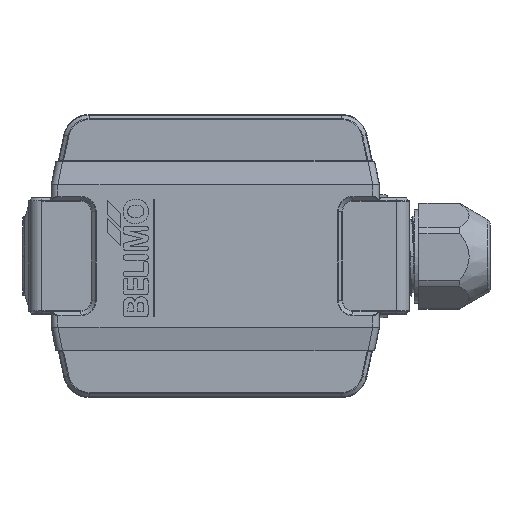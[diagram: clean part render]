
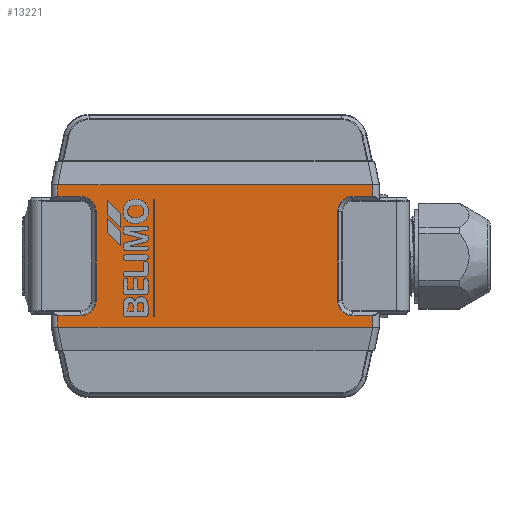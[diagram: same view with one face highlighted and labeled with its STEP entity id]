
A CAD part, top view. The second image highlights one B-rep face of the part: STEP entity #13221.
In plain terms, the highlighted planar face has unit normal (0, 0, 1).
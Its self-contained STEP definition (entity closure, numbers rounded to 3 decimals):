
#10760=CIRCLE('',#47886,3.583);
#10761=CIRCLE('',#47887,3.583);
#10762=CIRCLE('',#47888,3.583);
#10763=CIRCLE('',#47889,3.583);
#13221=ADVANCED_FACE('',(#16261),#15888,.T.);
#15888=PLANE('',#47890);
#16261=FACE_OUTER_BOUND('',#18887,.T.);
#18887=EDGE_LOOP('',(#24869,#24870,#24871,#24872,#24873,#24874,#24875,#24876,
#24877,#24878,#24879,#24880,#24881,#24882,#24883,#24884));
#21677=LINE('',#63367,#23189);
#21678=LINE('',#63369,#23190);
#21679=LINE('',#63371,#23191);
#21680=LINE('',#63373,#23192);
#21681=LINE('',#63375,#23193);
#21682=LINE('',#63379,#23194);
#21683=LINE('',#63383,#23195);
#21684=LINE('',#63385,#23196);
#21685=LINE('',#63387,#23197);
#21686=LINE('',#63389,#23198);
#21687=LINE('',#63391,#23199);
#21688=LINE('',#63395,#23200);
#23189=VECTOR('',#52584,1.);
#23190=VECTOR('',#52585,1.);
#23191=VECTOR('',#52586,1.);
#23192=VECTOR('',#52587,1.);
#23193=VECTOR('',#52588,1.);
#23194=VECTOR('',#52591,1.);
#23195=VECTOR('',#52594,1.);
#23196=VECTOR('',#52595,1.);
#23197=VECTOR('',#52596,1.);
#23198=VECTOR('',#52597,1.);
#23199=VECTOR('',#52598,1.);
#23200=VECTOR('',#52601,1.);
#24869=ORIENTED_EDGE('',*,*,#40655,.T.);
#24870=ORIENTED_EDGE('',*,*,#40656,.T.);
#24871=ORIENTED_EDGE('',*,*,#40657,.T.);
#24872=ORIENTED_EDGE('',*,*,#40658,.F.);
#24873=ORIENTED_EDGE('',*,*,#40659,.T.);
#24874=ORIENTED_EDGE('',*,*,#40660,.T.);
#24875=ORIENTED_EDGE('',*,*,#40661,.T.);
#24876=ORIENTED_EDGE('',*,*,#40662,.T.);
#24877=ORIENTED_EDGE('',*,*,#40663,.T.);
#24878=ORIENTED_EDGE('',*,*,#40664,.T.);
#24879=ORIENTED_EDGE('',*,*,#40665,.F.);
#24880=ORIENTED_EDGE('',*,*,#40666,.T.);
#24881=ORIENTED_EDGE('',*,*,#40667,.F.);
#24882=ORIENTED_EDGE('',*,*,#40668,.T.);
#24883=ORIENTED_EDGE('',*,*,#40669,.T.);
#24884=ORIENTED_EDGE('',*,*,#40670,.T.);
#37076=VERTEX_POINT('',#63365);
#37077=VERTEX_POINT('',#63366);
#37078=VERTEX_POINT('',#63368);
#37079=VERTEX_POINT('',#63370);
#37080=VERTEX_POINT('',#63372);
#37081=VERTEX_POINT('',#63374);
#37082=VERTEX_POINT('',#63376);
#37083=VERTEX_POINT('',#63378);
#37084=VERTEX_POINT('',#63380);
#37085=VERTEX_POINT('',#63382);
#37086=VERTEX_POINT('',#63384);
#37087=VERTEX_POINT('',#63386);
#37088=VERTEX_POINT('',#63388);
#37089=VERTEX_POINT('',#63390);
#37090=VERTEX_POINT('',#63392);
#37091=VERTEX_POINT('',#63394);
#40655=EDGE_CURVE('',#37076,#37077,#10760,.T.);
#40656=EDGE_CURVE('',#37077,#37078,#21677,.T.);
#40657=EDGE_CURVE('',#37078,#37079,#21678,.T.);
#40658=EDGE_CURVE('',#37080,#37079,#21679,.T.);
#40659=EDGE_CURVE('',#37080,#37081,#21680,.T.);
#40660=EDGE_CURVE('',#37081,#37082,#21681,.T.);
#40661=EDGE_CURVE('',#37082,#37083,#10761,.T.);
#40662=EDGE_CURVE('',#37083,#37084,#21682,.T.);
#40663=EDGE_CURVE('',#37084,#37085,#10762,.T.);
#40664=EDGE_CURVE('',#37085,#37086,#21683,.T.);
#40665=EDGE_CURVE('',#37087,#37086,#21684,.T.);
#40666=EDGE_CURVE('',#37087,#37088,#21685,.T.);
#40667=EDGE_CURVE('',#37089,#37088,#21686,.T.);
#40668=EDGE_CURVE('',#37089,#37090,#21687,.T.);
#40669=EDGE_CURVE('',#37090,#37091,#10763,.T.);
#40670=EDGE_CURVE('',#37091,#37076,#21688,.T.);
#47886=AXIS2_PLACEMENT_3D('',#63364,#52582,#52583);
#47887=AXIS2_PLACEMENT_3D('',#63377,#52589,#52590);
#47888=AXIS2_PLACEMENT_3D('',#63381,#52592,#52593);
#47889=AXIS2_PLACEMENT_3D('',#63393,#52599,#52600);
#47890=AXIS2_PLACEMENT_3D('',#63396,#52602,#52603);
#52582=DIRECTION('',(0.,0.,-1.));
#52583=DIRECTION('',(1.,0.,0.));
#52584=DIRECTION('',(-1.,0.,0.));
#52585=DIRECTION('',(0.,-1.,0.));
#52586=DIRECTION('',(-1.,0.,0.));
#52587=DIRECTION('',(0.,1.,0.));
#52588=DIRECTION('',(-1.,0.,0.));
#52589=DIRECTION('',(0.,0.,-1.));
#52590=DIRECTION('',(1.,0.,0.));
#52591=DIRECTION('',(0.,1.,0.));
#52592=DIRECTION('',(0.,0.,-1.));
#52593=DIRECTION('',(1.,0.,0.));
#52594=DIRECTION('',(1.,0.,0.));
#52595=DIRECTION('',(0.,-1.,0.));
#52596=DIRECTION('',(-1.,0.,0.));
#52597=DIRECTION('',(0.,1.,0.));
#52598=DIRECTION('',(1.,0.,0.));
#52599=DIRECTION('',(0.,0.,-1.));
#52600=DIRECTION('',(1.,0.,0.));
#52601=DIRECTION('',(0.,-1.,0.));
#52602=DIRECTION('',(0.,0.,1.));
#52603=DIRECTION('',(-1.,0.,0.));
#63364=CARTESIAN_POINT('',(-53.871,-15.262,24.77));
#63365=CARTESIAN_POINT('',(-50.288,-15.262,24.77));
#63366=CARTESIAN_POINT('',(-53.871,-18.845,24.77));
#63367=CARTESIAN_POINT('',(-53.871,-18.845,24.77));
#63368=CARTESIAN_POINT('',(-59.155,-18.845,24.77));
#63369=CARTESIAN_POINT('',(-59.155,-18.845,24.77));
#63370=CARTESIAN_POINT('',(-59.155,-21.512,24.77));
#63371=CARTESIAN_POINT('',(13.813,-21.512,24.77));
#63372=CARTESIAN_POINT('',(13.813,-21.512,24.77));
#63373=CARTESIAN_POINT('',(13.813,-21.512,24.77));
#63374=CARTESIAN_POINT('',(13.813,-18.845,24.77));
#63375=CARTESIAN_POINT('',(13.813,-18.845,24.77));
#63376=CARTESIAN_POINT('',(9.229,-18.845,24.77));
#63377=CARTESIAN_POINT('',(9.229,-15.262,24.77));
#63378=CARTESIAN_POINT('',(5.646,-15.262,24.77));
#63379=CARTESIAN_POINT('',(5.646,-15.262,24.77));
#63380=CARTESIAN_POINT('',(5.646,5.238,24.77));
#63381=CARTESIAN_POINT('',(9.229,5.238,24.77));
#63382=CARTESIAN_POINT('',(9.229,8.821,24.77));
#63383=CARTESIAN_POINT('',(9.229,8.821,24.77));
#63384=CARTESIAN_POINT('',(13.813,8.821,24.77));
#63385=CARTESIAN_POINT('',(13.813,11.488,24.77));
#63386=CARTESIAN_POINT('',(13.813,11.488,24.77));
#63387=CARTESIAN_POINT('',(13.813,11.488,24.77));
#63388=CARTESIAN_POINT('',(-59.155,11.488,24.77));
#63389=CARTESIAN_POINT('',(-59.155,8.821,24.77));
#63390=CARTESIAN_POINT('',(-59.155,8.821,24.77));
#63391=CARTESIAN_POINT('',(-59.155,8.821,24.77));
#63392=CARTESIAN_POINT('',(-53.871,8.821,24.77));
#63393=CARTESIAN_POINT('',(-53.871,5.238,24.77));
#63394=CARTESIAN_POINT('',(-50.288,5.238,24.77));
#63395=CARTESIAN_POINT('',(-50.288,5.238,24.77));
#63396=CARTESIAN_POINT('',(9.229,-15.262,24.77));
